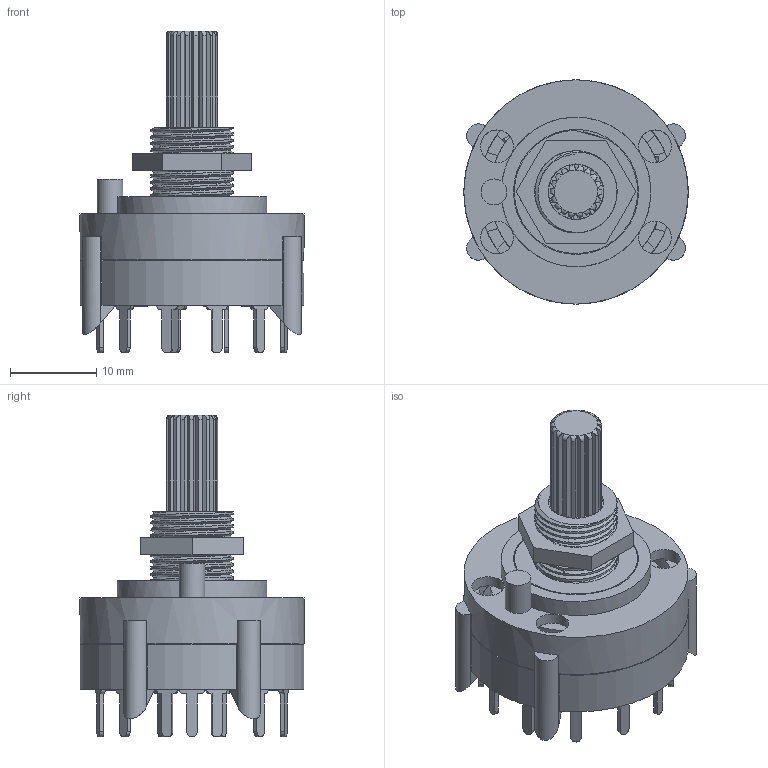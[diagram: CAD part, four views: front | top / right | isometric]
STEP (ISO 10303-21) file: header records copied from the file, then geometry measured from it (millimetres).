
FILE_DESCRIPTION(/* description */ (''),/* implementation_level */ '2;1');
FILE_NAME(/* name */ 'rotary_asm_v1.step',/* time_stamp */ '2021-12-11T14:12:36-07:00',/* author */ (''),/* organization */ (''),/* preprocessor_version */ 'ST-DEVELOPER v18.1',/* originating_system */ 'Autodesk Translation Framework v10.10.0.1391',/* authorisation */ '');
FILE_SCHEMA (('AUTOMOTIVE_DESIGN { 1 0 10303 214 3 1 1 }'));
Products named in the file (12): rotary_asm; ROTARY_BODEM; ROTARY_PIN_OUTER; ROTARY_INNER_PIN; ROTARY_TOP; ROTARY_ROTOR_ASM; ROTARY_ROTOR; ROTARY_ROTOR_PIN; SPRING; BALL_3MM; ROTARY_NUT; ROTARY_LOCK_RING
Assembly tree (27 placements, depth 3):
  rotary_asm
    ROTARY_BODEM
    ROTARY_PIN_OUTER  x12
    ROTARY_INNER_PIN  x3
    ROTARY_TOP
    ROTARY_ROTOR_ASM
      ROTARY_ROTOR
      ROTARY_ROTOR_PIN  x3
      SPRING
      BALL_3MM  x2
    ROTARY_NUT
    ROTARY_LOCK_RING
Bounding box: 26 x 26 x 37.3 mm (x, y, z)
Volume: 5544 mm3; surface area: 9303 mm2
Topology: 26 solids, 26 shells, 1356 faces, 3721 edges, 2439 vertices
Faces by surface type: plane 1086, cylinder 222, bspline 28, torus 18, sphere 2
Full cylindrical faces by diameter (mm): 1.5 x18, 3 x2, 3.2 x1, 3.8 x4, 6.35 x1, 6.45 x1, 6.5 x1, 8.725 x2, 9.525 x11, 9.9 x1, 10.2 x1, 14.5 x1, 14.8 x1, 15.5 x1, 22.638 x1, 26 x1
Entity records: 47915 total; most frequent: CARTESIAN_POINT 20067, ORIENTED_EDGE 5912, DIRECTION 5309, EDGE_CURVE 2956, LINE 2477, VECTOR 2477, VERTEX_POINT 1933, AXIS2_PLACEMENT_3D 1416
